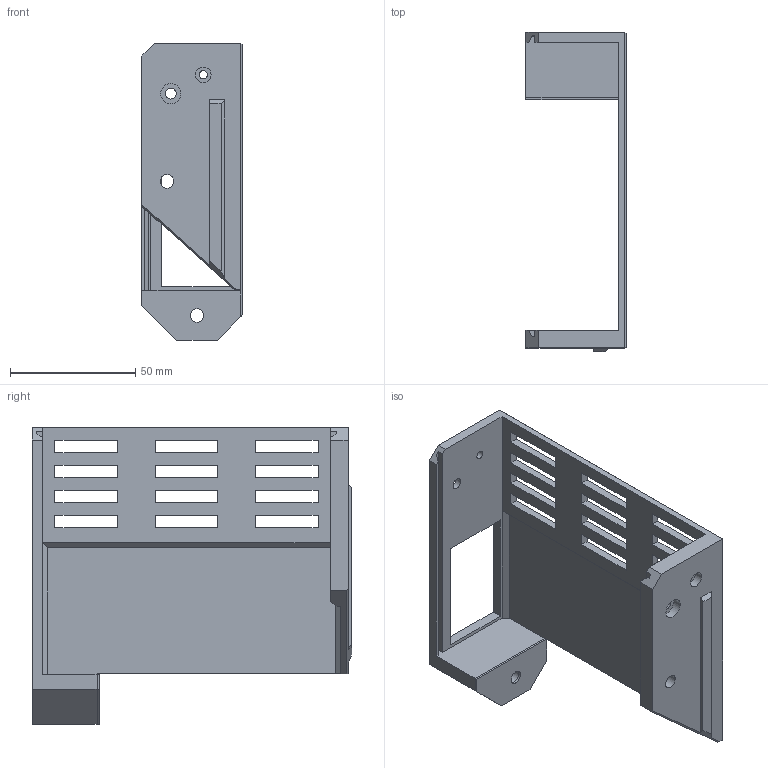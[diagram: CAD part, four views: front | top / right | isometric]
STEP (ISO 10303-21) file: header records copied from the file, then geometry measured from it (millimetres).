
FILE_DESCRIPTION(/* description */ (''),/* implementation_level */ '2;1');
FILE_NAME(/* name */ 'MB-PSU-bottom-bracket.step',/* time_stamp */ '2023-04-14T22:41:23+02:00',/* author */ (''),/* organization */ (''),/* preprocessor_version */ 'ST-DEVELOPER v19.2',/* originating_system */ 'Autodesk Translation Framework v12.4.0.73',/* authorisation */ '');
FILE_SCHEMA (('AUTOMOTIVE_DESIGN { 1 0 10303 214 3 1 1 }'));
Length unit declared in the file: millimetre
Products named in the file (1): MB-PSU-bottom-bracket
Bounding box: 40 x 127.4 x 118.5 mm (x, y, z)
Volume: 61528.6 mm3; surface area: 43990.3 mm2
Topology: 2 solids, 2 shells, 133 faces, 356 edges, 233 vertices
Faces by surface type: plane 114, cylinder 15, cone 4
Full cylindrical faces by diameter (mm): 3.3 x2, 4.3 x2, 5.4 x3, 6 x1, 6.2 x1, 8 x2, 10 x2
Entity records: 4192 total; most frequent: CARTESIAN_POINT 723, ORIENTED_EDGE 712, DIRECTION 658, EDGE_CURVE 356, LINE 322, VECTOR 322, VERTEX_POINT 233, EDGE_LOOP 179
